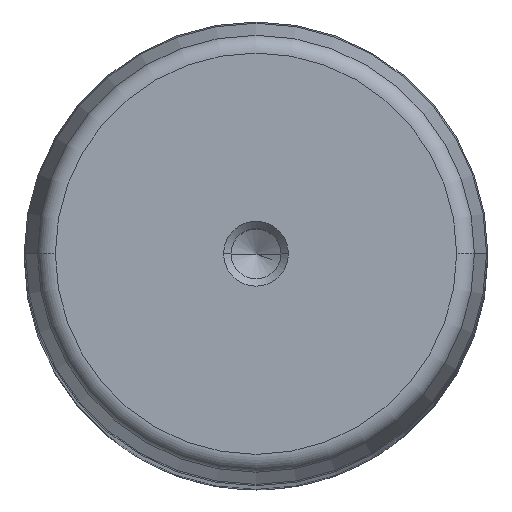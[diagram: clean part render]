
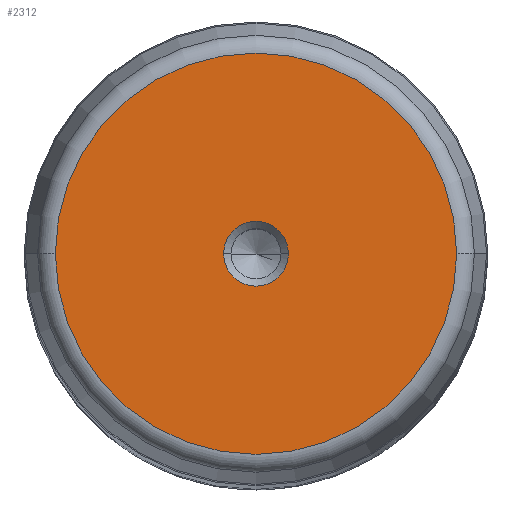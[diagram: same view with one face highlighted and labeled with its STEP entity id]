
A CAD part, top view. The second image highlights one B-rep face of the part: STEP entity #2312.
In plain terms, the highlighted planar face has unit normal (0, 0, 1).
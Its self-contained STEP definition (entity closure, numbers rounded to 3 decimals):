
#152 = VERTEX_POINT ( 'NONE', #2721 ) ;
#168 = CIRCLE ( 'NONE', #2250, 4.4 ) ;
#191 = DIRECTION ( 'NONE',  ( 1., 0., 0. ) ) ;
#355 = EDGE_CURVE ( 'NONE', #152, #1528, #849, .T. ) ;
#476 = DIRECTION ( 'NONE',  ( 1., 0., 0. ) ) ;
#555 = CARTESIAN_POINT ( 'NONE',  ( 27.263, 0., 355. ) ) ;
#570 = DIRECTION ( 'NONE',  ( 1., 0., 0. ) ) ;
#630 = EDGE_CURVE ( 'NONE', #1528, #152, #2856, .T. ) ;
#700 = CARTESIAN_POINT ( 'NONE',  ( 0., 0., 355. ) ) ;
#702 = PLANE ( 'NONE',  #2371 ) ;
#779 = CARTESIAN_POINT ( 'NONE',  ( 4.4, 0., 355. ) ) ;
#849 = CIRCLE ( 'NONE', #1836, 27.263 ) ;
#893 = DIRECTION ( 'NONE',  ( 0., 0., 1. ) ) ;
#980 = AXIS2_PLACEMENT_3D ( 'NONE', #700, #1467, #191 ) ;
#1052 = ORIENTED_EDGE ( 'NONE', *, *, #630, .F. ) ;
#1078 = CARTESIAN_POINT ( 'NONE',  ( 0., 0., 355. ) ) ;
#1082 = EDGE_CURVE ( 'NONE', #2423, #1403, #2366, .T. ) ;
#1304 = DIRECTION ( 'NONE',  ( 0., 0., -1. ) ) ;
#1346 = DIRECTION ( 'NONE',  ( 0., 0., -1. ) ) ;
#1399 = ORIENTED_EDGE ( 'NONE', *, *, #2537, .T. ) ;
#1403 = VERTEX_POINT ( 'NONE', #779 ) ;
#1415 = DIRECTION ( 'NONE',  ( 0., 0., -1. ) ) ;
#1467 = DIRECTION ( 'NONE',  ( 0., 0., -1. ) ) ;
#1528 = VERTEX_POINT ( 'NONE', #555 ) ;
#1533 = ORIENTED_EDGE ( 'NONE', *, *, #1082, .T. ) ;
#1618 = AXIS2_PLACEMENT_3D ( 'NONE', #2700, #1304, #2033 ) ;
#1757 = EDGE_LOOP ( 'NONE', ( #2943, #1052 ) ) ;
#1836 = AXIS2_PLACEMENT_3D ( 'NONE', #2630, #1415, #2374 ) ;
#1921 = FACE_OUTER_BOUND ( 'NONE', #1757, .T. ) ;
#2028 = CARTESIAN_POINT ( 'NONE',  ( -4.4, 0., 355. ) ) ;
#2033 = DIRECTION ( 'NONE',  ( -1., 0., 0. ) ) ;
#2250 = AXIS2_PLACEMENT_3D ( 'NONE', #1078, #1346, #570 ) ;
#2312 = ADVANCED_FACE ( 'NONE', ( #3072, #1921 ), #702, .T. ) ;
#2366 = CIRCLE ( 'NONE', #980, 4.4 ) ;
#2371 = AXIS2_PLACEMENT_3D ( 'NONE', #2415, #893, #476 ) ;
#2374 = DIRECTION ( 'NONE',  ( -1., 0., 0. ) ) ;
#2415 = CARTESIAN_POINT ( 'NONE',  ( 0., 0., 355. ) ) ;
#2423 = VERTEX_POINT ( 'NONE', #2028 ) ;
#2537 = EDGE_CURVE ( 'NONE', #1403, #2423, #168, .T. ) ;
#2630 = CARTESIAN_POINT ( 'NONE',  ( 0., 0., 355. ) ) ;
#2700 = CARTESIAN_POINT ( 'NONE',  ( 0., 0., 355. ) ) ;
#2721 = CARTESIAN_POINT ( 'NONE',  ( -27.263, 0., 355. ) ) ;
#2856 = CIRCLE ( 'NONE', #1618, 27.263 ) ;
#2895 = EDGE_LOOP ( 'NONE', ( #1399, #1533 ) ) ;
#2943 = ORIENTED_EDGE ( 'NONE', *, *, #355, .F. ) ;
#3072 = FACE_BOUND ( 'NONE', #2895, .T. ) ;
